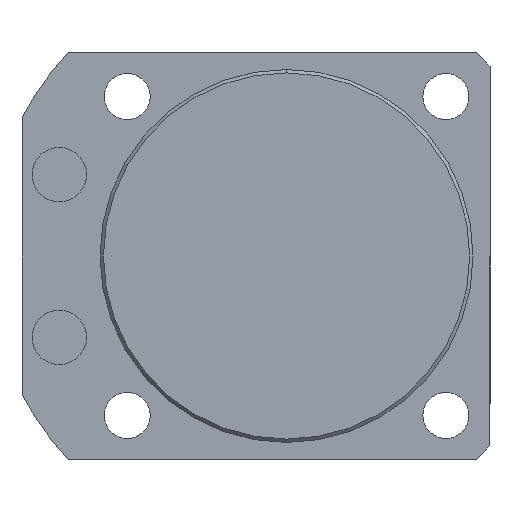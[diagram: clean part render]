
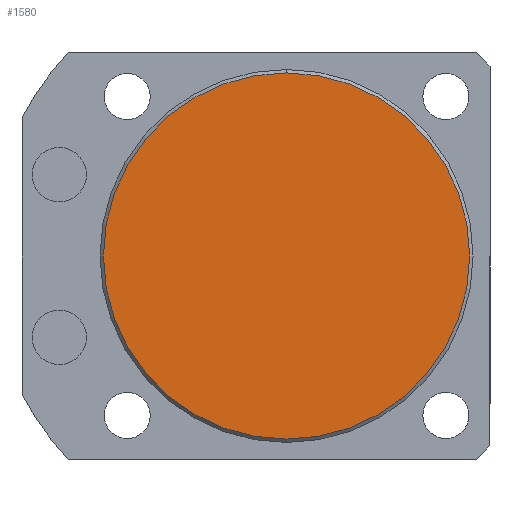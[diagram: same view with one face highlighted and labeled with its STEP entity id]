
A CAD part, front view. The second image highlights one B-rep face of the part: STEP entity #1580.
In plain terms, the highlighted planar face has unit normal (0, -1, 0).
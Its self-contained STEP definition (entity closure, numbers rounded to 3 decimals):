
#2 = VERTEX_POINT ( 'NONE', #1060 ) ;
#238 = FACE_OUTER_BOUND ( 'NONE', #1096, .T. ) ;
#332 = CIRCLE ( 'NONE', #663, 27. ) ;
#361 = CIRCLE ( 'NONE', #672, 27. ) ;
#663 = AXIS2_PLACEMENT_3D ( 'NONE', #1513, #1514, #1515 ) ;
#672 = AXIS2_PLACEMENT_3D ( 'NONE', #1553, #1554, #1555 ) ;
#1060 = CARTESIAN_POINT ( 'NONE',  ( 0., 0., 27. ) ) ;
#1096 = EDGE_LOOP ( 'NONE', ( #1987, #1992 ) ) ;
#1436 = CARTESIAN_POINT ( 'NONE',  ( 0., 0., -27. ) ) ;
#1513 = CARTESIAN_POINT ( 'NONE',  ( 0., 0., 0. ) ) ;
#1514 = DIRECTION ( 'NONE',  ( 0., -1., 0. ) ) ;
#1515 = DIRECTION ( 'NONE',  ( 0., 0., 1. ) ) ;
#1553 = CARTESIAN_POINT ( 'NONE',  ( 0., 0., 0. ) ) ;
#1554 = DIRECTION ( 'NONE',  ( 0., -1., 0. ) ) ;
#1555 = DIRECTION ( 'NONE',  ( 0., 0., 1. ) ) ;
#1580 = ADVANCED_FACE ( 'NONE', ( #238 ), #1622, .F. ) ;
#1620 = CARTESIAN_POINT ( 'NONE',  ( 0., 0., 0. ) ) ;
#1622 = PLANE ( 'NONE',  #2159 ) ;
#1623 = DIRECTION ( 'NONE',  ( 0., 1., 0. ) ) ;
#1624 = DIRECTION ( 'NONE',  ( 0., 0., 1. ) ) ;
#1897 = EDGE_CURVE ( 'NONE', #1941, #2, #332, .T. ) ;
#1913 = EDGE_CURVE ( 'NONE', #2, #1941, #361, .T. ) ;
#1941 = VERTEX_POINT ( 'NONE', #1436 ) ;
#1987 = ORIENTED_EDGE ( 'NONE', *, *, #1913, .T. ) ;
#1992 = ORIENTED_EDGE ( 'NONE', *, *, #1897, .T. ) ;
#2159 = AXIS2_PLACEMENT_3D ( 'NONE', #1620, #1623, #1624 ) ;
